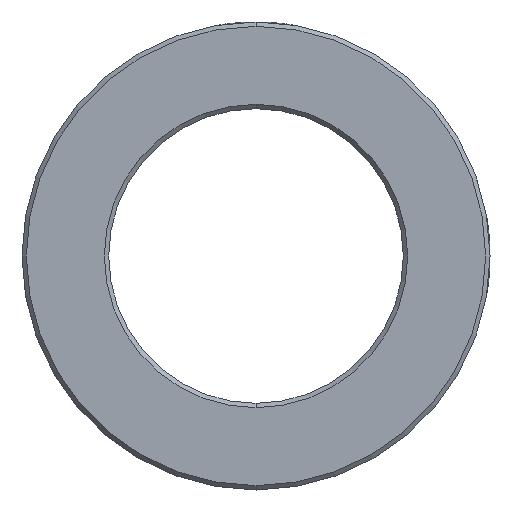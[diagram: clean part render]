
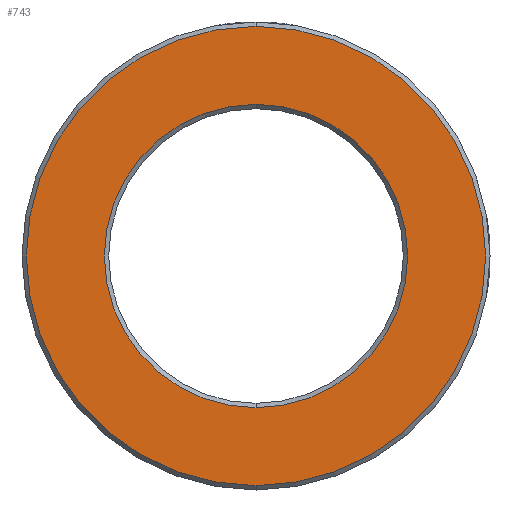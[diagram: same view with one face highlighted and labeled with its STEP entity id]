
A CAD part, front view. The second image highlights one B-rep face of the part: STEP entity #743.
In plain terms, the highlighted planar face has unit normal (0, -1, 0).
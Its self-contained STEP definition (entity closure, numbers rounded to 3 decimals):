
#18 = DIRECTION ( 'NONE',  ( 0., 0., 1. ) ) ;
#21 = CARTESIAN_POINT ( 'NONE',  ( 0., 0., 0. ) ) ;
#27 = DIRECTION ( 'NONE',  ( 0., 1., 0. ) ) ;
#37 = ORIENTED_EDGE ( 'NONE', *, *, #509, .T. ) ;
#52 = ORIENTED_EDGE ( 'NONE', *, *, #912, .T. ) ;
#82 = DIRECTION ( 'NONE',  ( 0., 0., 1. ) ) ;
#118 = EDGE_CURVE ( 'NONE', #954, #450, #416, .T. ) ;
#142 = FACE_BOUND ( 'NONE', #818, .T. ) ;
#149 = CIRCLE ( 'NONE', #508, 8.75 ) ;
#193 = CARTESIAN_POINT ( 'NONE',  ( 0., 0., 0. ) ) ;
#212 = CIRCLE ( 'NONE', #334, 13.25 ) ;
#214 = DIRECTION ( 'NONE',  ( 0., 1., 0. ) ) ;
#243 = CARTESIAN_POINT ( 'NONE',  ( 0., 0., 8.75 ) ) ;
#310 = DIRECTION ( 'NONE',  ( 0., 0., 1. ) ) ;
#334 = AXIS2_PLACEMENT_3D ( 'NONE', #21, #697, #310 ) ;
#340 = DIRECTION ( 'NONE',  ( 0., 1., 0. ) ) ;
#357 = DIRECTION ( 'NONE',  ( 0., 0., 1. ) ) ;
#373 = CARTESIAN_POINT ( 'NONE',  ( 0., 0., -8.75 ) ) ;
#398 = CARTESIAN_POINT ( 'NONE',  ( 0., 0., 0. ) ) ;
#416 = CIRCLE ( 'NONE', #657, 8.75 ) ;
#432 = CARTESIAN_POINT ( 'NONE',  ( 0., 0., 0. ) ) ;
#450 = VERTEX_POINT ( 'NONE', #243 ) ;
#491 = EDGE_CURVE ( 'NONE', #867, #575, #212, .T. ) ;
#508 = AXIS2_PLACEMENT_3D ( 'NONE', #398, #27, #82 ) ;
#509 = EDGE_CURVE ( 'NONE', #450, #954, #149, .T. ) ;
#511 = AXIS2_PLACEMENT_3D ( 'NONE', #886, #962, #18 ) ;
#575 = VERTEX_POINT ( 'NONE', #623 ) ;
#587 = CARTESIAN_POINT ( 'NONE',  ( 0., 0., 13.25 ) ) ;
#623 = CARTESIAN_POINT ( 'NONE',  ( 0., 0., -13.25 ) ) ;
#640 = ORIENTED_EDGE ( 'NONE', *, *, #491, .T. ) ;
#646 = DIRECTION ( 'NONE',  ( 0., 0., 1. ) ) ;
#657 = AXIS2_PLACEMENT_3D ( 'NONE', #193, #340, #646 ) ;
#697 = DIRECTION ( 'NONE',  ( 0., -1., 0. ) ) ;
#731 = FACE_OUTER_BOUND ( 'NONE', #776, .T. ) ;
#743 = ADVANCED_FACE ( 'NONE', ( #142, #731 ), #812, .F. ) ;
#776 = EDGE_LOOP ( 'NONE', ( #640, #52 ) ) ;
#808 = AXIS2_PLACEMENT_3D ( 'NONE', #432, #214, #357 ) ;
#812 = PLANE ( 'NONE',  #808 ) ;
#818 = EDGE_LOOP ( 'NONE', ( #961, #37 ) ) ;
#867 = VERTEX_POINT ( 'NONE', #587 ) ;
#877 = CIRCLE ( 'NONE', #511, 13.25 ) ;
#886 = CARTESIAN_POINT ( 'NONE',  ( 0., 0., 0. ) ) ;
#912 = EDGE_CURVE ( 'NONE', #575, #867, #877, .T. ) ;
#954 = VERTEX_POINT ( 'NONE', #373 ) ;
#961 = ORIENTED_EDGE ( 'NONE', *, *, #118, .T. ) ;
#962 = DIRECTION ( 'NONE',  ( 0., -1., 0. ) ) ;
